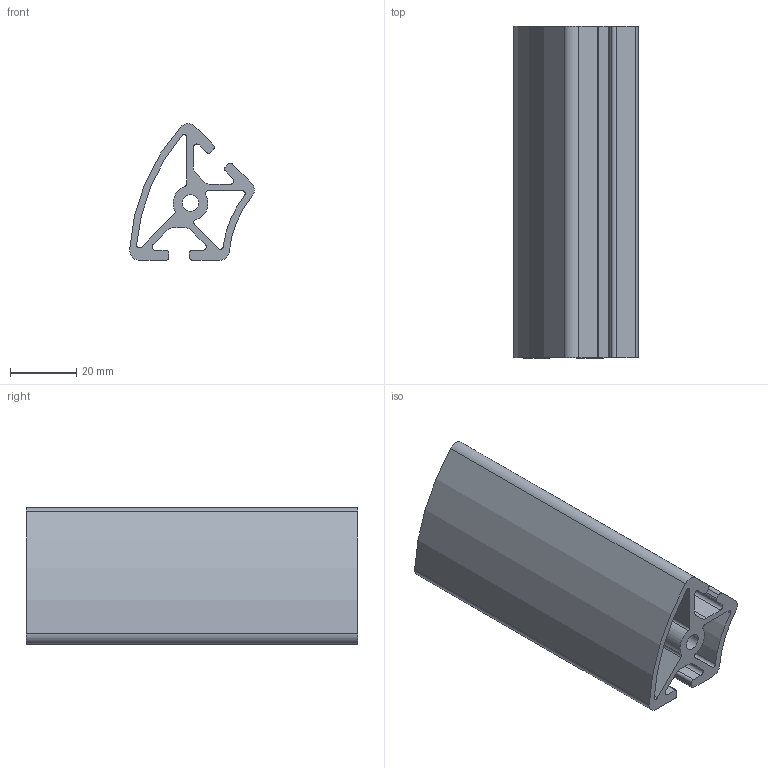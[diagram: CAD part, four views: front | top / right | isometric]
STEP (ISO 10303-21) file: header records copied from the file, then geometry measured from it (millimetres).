
FILE_DESCRIPTION(('FreeCAD Model'),'2;1');
FILE_NAME('Open CASCADE Shape Model','2024-10-15T11:32:15',(''),(''), 'Open CASCADE STEP processor 7.6','FreeCAD','Unknown');
FILE_SCHEMA(('AUTOMOTIVE_DESIGN { 1 0 10303 214 1 1 1 1 }'));
Length unit declared in the file: millimetre
Products named in the file (1): STI6-306045
Bounding box: 37.56 x 100 x 41.13 mm (x, y, z)
Volume: 45701.4 mm3; surface area: 34545.6 mm2
Topology: 1 solids, 1 shells, 59 faces, 172 edges, 115 vertices
Faces by surface type: cylinder 35, plane 24
Full cylindrical faces by diameter (mm): 5 x1
Entity records: 4284 total; most frequent: CARTESIAN_POINT 752, DIRECTION 696, LINE 373, VECTOR 373, ORIENTED_EDGE 344, PCURVE 344, DEFINITIONAL_REPRESENTATION 344, EDGE_CURVE 172
